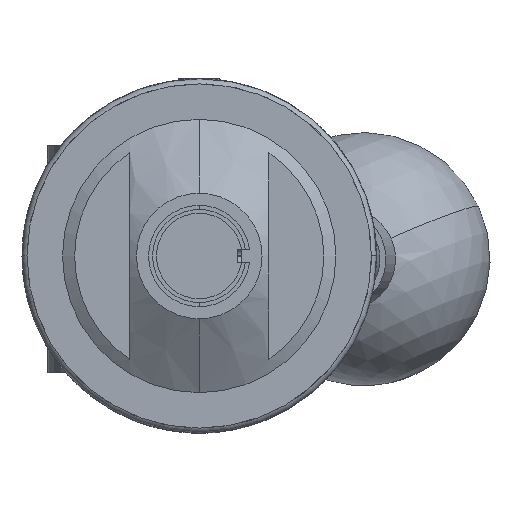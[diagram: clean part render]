
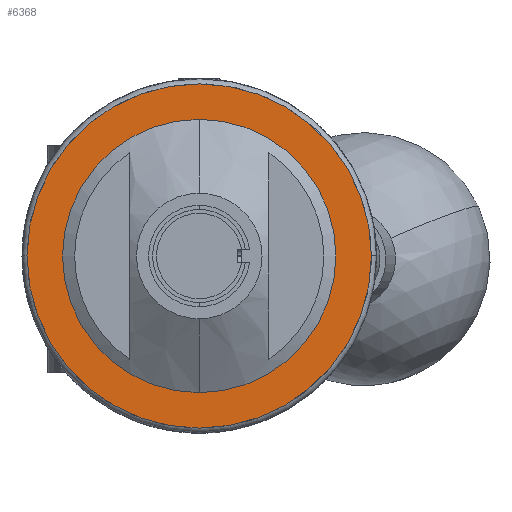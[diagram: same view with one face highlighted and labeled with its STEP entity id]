
A CAD part, left-side view. The second image highlights one B-rep face of the part: STEP entity #6368.
In plain terms, the highlighted planar face has unit normal (-1, 0, 0).
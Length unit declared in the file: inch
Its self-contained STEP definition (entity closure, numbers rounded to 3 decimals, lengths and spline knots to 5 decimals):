
#243 = DIRECTION ( 'NONE',  ( 0., 0., -1. ) ) ;
#1270 = DIRECTION ( 'NONE',  ( 0., 0., -1. ) ) ;
#1553 = CARTESIAN_POINT ( 'NONE',  ( -3.405, 0., 0. ) ) ;
#1788 = AXIS2_PLACEMENT_3D ( 'NONE', #1553, #5982, #10369 ) ;
#2302 = CARTESIAN_POINT ( 'NONE',  ( -3.405, 0., 0. ) ) ;
#2399 = AXIS2_PLACEMENT_3D ( 'NONE', #7851, #6918, #8942 ) ;
#2755 = DIRECTION ( 'NONE',  ( 1., 0., 0. ) ) ;
#2996 = EDGE_CURVE ( 'NONE', #7874, #13229, #10209, .T. ) ;
#3237 = PLANE ( 'NONE',  #4477 ) ;
#3576 = CARTESIAN_POINT ( 'NONE',  ( -3.405, 0., 0. ) ) ;
#3585 = DIRECTION ( 'NONE',  ( 1., 0., 0. ) ) ;
#3632 = VERTEX_POINT ( 'NONE', #11122 ) ;
#3714 = DIRECTION ( 'NONE',  ( 1., 0., 0. ) ) ;
#4340 = EDGE_CURVE ( 'NONE', #11300, #3632, #7353, .T. ) ;
#4477 = AXIS2_PLACEMENT_3D ( 'NONE', #5846, #3585, #243 ) ;
#4552 = CARTESIAN_POINT ( 'NONE',  ( -3.405, 0., -0.265 ) ) ;
#4871 = EDGE_LOOP ( 'NONE', ( #8045, #10418 ) ) ;
#5846 = CARTESIAN_POINT ( 'NONE',  ( -3.405, -0.85, 0. ) ) ;
#5982 = DIRECTION ( 'NONE',  ( 1., 0., 0. ) ) ;
#6368 = ADVANCED_FACE ( 'NONE', ( #9950, #8792 ), #3237, .F. ) ;
#6721 = EDGE_LOOP ( 'NONE', ( #9838, #10043 ) ) ;
#6918 = DIRECTION ( 'NONE',  ( 1., 0., 0. ) ) ;
#6983 = EDGE_CURVE ( 'NONE', #13229, #7874, #11634, .T. ) ;
#7223 = AXIS2_PLACEMENT_3D ( 'NONE', #2302, #2755, #12694 ) ;
#7353 = CIRCLE ( 'NONE', #1788, 0.265 ) ;
#7851 = CARTESIAN_POINT ( 'NONE',  ( -3.405, 0., 0. ) ) ;
#7874 = VERTEX_POINT ( 'NONE', #14186 ) ;
#8045 = ORIENTED_EDGE ( 'NONE', *, *, #4340, .T. ) ;
#8192 = EDGE_CURVE ( 'NONE', #3632, #11300, #10997, .T. ) ;
#8792 = FACE_BOUND ( 'NONE', #4871, .T. ) ;
#8942 = DIRECTION ( 'NONE',  ( 0., 0., -1. ) ) ;
#9819 = AXIS2_PLACEMENT_3D ( 'NONE', #3576, #3714, #1270 ) ;
#9838 = ORIENTED_EDGE ( 'NONE', *, *, #6983, .F. ) ;
#9950 = FACE_OUTER_BOUND ( 'NONE', #6721, .T. ) ;
#10043 = ORIENTED_EDGE ( 'NONE', *, *, #2996, .F. ) ;
#10209 = CIRCLE ( 'NONE', #7223, 0.85 ) ;
#10369 = DIRECTION ( 'NONE',  ( 0., 0., -1. ) ) ;
#10418 = ORIENTED_EDGE ( 'NONE', *, *, #8192, .T. ) ;
#10997 = CIRCLE ( 'NONE', #9819, 0.265 ) ;
#11122 = CARTESIAN_POINT ( 'NONE',  ( -3.405, 0., 0.265 ) ) ;
#11300 = VERTEX_POINT ( 'NONE', #4552 ) ;
#11634 = CIRCLE ( 'NONE', #2399, 0.85 ) ;
#12207 = CARTESIAN_POINT ( 'NONE',  ( -3.405, 0., -0.85 ) ) ;
#12694 = DIRECTION ( 'NONE',  ( 0., 0., -1. ) ) ;
#13229 = VERTEX_POINT ( 'NONE', #12207 ) ;
#14186 = CARTESIAN_POINT ( 'NONE',  ( -3.405, 0., 0.85 ) ) ;
